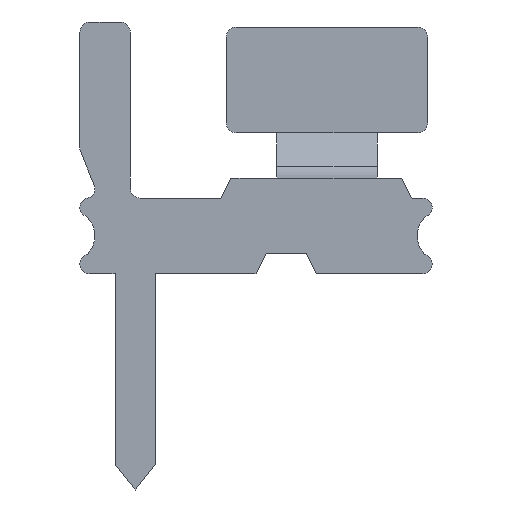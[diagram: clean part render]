
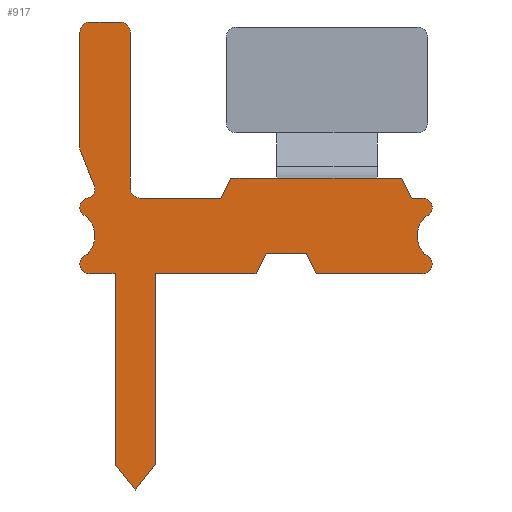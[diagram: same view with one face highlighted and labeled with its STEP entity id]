
A CAD part, front view. The second image highlights one B-rep face of the part: STEP entity #917.
In plain terms, the highlighted planar face has unit normal (0, -1, 0).
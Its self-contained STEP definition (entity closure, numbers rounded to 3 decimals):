
#485 = VERTEX_POINT('',#486);
#486 = CARTESIAN_POINT('',(2.81,-0.175,2.9));
#526 = VERTEX_POINT('',#527);
#527 = CARTESIAN_POINT('',(4.81,-0.175,2.9));
#599 = VERTEX_POINT('',#600);
#600 = CARTESIAN_POINT('',(1.9,-0.175,2.9));
#606 = EDGE_CURVE('',#599,#485,#607,.T.);
#607 = LINE('',#608,#609);
#608 = CARTESIAN_POINT('',(1.9,-0.175,2.9));
#609 = VECTOR('',#610,1.);
#610 = DIRECTION('',(1.,0.,0.));
#624 = EDGE_CURVE('',#485,#526,#625,.T.);
#625 = LINE('',#626,#627);
#626 = CARTESIAN_POINT('',(1.81,-0.175,2.9));
#627 = VECTOR('',#628,1.);
#628 = DIRECTION('',(1.,0.,0.));
#647 = EDGE_CURVE('',#526,#648,#650,.T.);
#648 = VERTEX_POINT('',#649);
#649 = CARTESIAN_POINT('',(5.3,-0.175,2.9));
#650 = LINE('',#651,#652);
#651 = CARTESIAN_POINT('',(1.9,-0.175,2.9));
#652 = VECTOR('',#653,1.);
#653 = DIRECTION('',(1.,0.,0.));
#917 = ADVANCED_FACE('',(#918),#1164,.F.);
#918 = FACE_BOUND('',#919,.F.);
#919 = EDGE_LOOP('',(#920,#931,#939,#948,#956,#965,#973,#979,#980,#981,
    #982,#990,#998,#1007,#1016,#1025,#1033,#1041,#1049,#1057,#1065,#1073
    ,#1081,#1089,#1097,#1105,#1114,#1123,#1132,#1141,#1149,#1158));
#920 = ORIENTED_EDGE('',*,*,#921,.F.);
#921 = EDGE_CURVE('',#922,#924,#926,.T.);
#922 = VERTEX_POINT('',#923);
#923 = CARTESIAN_POINT('',(-0.9,-0.175,6.));
#924 = VERTEX_POINT('',#925);
#925 = CARTESIAN_POINT('',(-1.1,-0.175,5.8));
#926 = CIRCLE('',#927,0.2);
#927 = AXIS2_PLACEMENT_3D('',#928,#929,#930);
#928 = CARTESIAN_POINT('',(-0.9,-0.175,5.8));
#929 = DIRECTION('',(0.,-1.,0.));
#930 = DIRECTION('',(1.,0.,0.));
#931 = ORIENTED_EDGE('',*,*,#932,.T.);
#932 = EDGE_CURVE('',#922,#933,#935,.T.);
#933 = VERTEX_POINT('',#934);
#934 = CARTESIAN_POINT('',(-0.3,-0.175,6.));
#935 = LINE('',#936,#937);
#936 = CARTESIAN_POINT('',(-0.9,-0.175,6.));
#937 = VECTOR('',#938,1.);
#938 = DIRECTION('',(1.,0.,0.));
#939 = ORIENTED_EDGE('',*,*,#940,.F.);
#940 = EDGE_CURVE('',#941,#933,#943,.T.);
#941 = VERTEX_POINT('',#942);
#942 = CARTESIAN_POINT('',(-0.1,-0.175,5.8));
#943 = CIRCLE('',#944,0.2);
#944 = AXIS2_PLACEMENT_3D('',#945,#946,#947);
#945 = CARTESIAN_POINT('',(-0.3,-0.175,5.8));
#946 = DIRECTION('',(0.,-1.,0.));
#947 = DIRECTION('',(1.,0.,0.));
#948 = ORIENTED_EDGE('',*,*,#949,.T.);
#949 = EDGE_CURVE('',#941,#950,#952,.T.);
#950 = VERTEX_POINT('',#951);
#951 = CARTESIAN_POINT('',(-0.1,-0.175,2.7));
#952 = LINE('',#953,#954);
#953 = CARTESIAN_POINT('',(-0.1,-0.175,5.8));
#954 = VECTOR('',#955,1.);
#955 = DIRECTION('',(0.,-0.,-1.));
#956 = ORIENTED_EDGE('',*,*,#957,.T.);
#957 = EDGE_CURVE('',#950,#958,#960,.T.);
#958 = VERTEX_POINT('',#959);
#959 = CARTESIAN_POINT('',(0.1,-0.175,2.5));
#960 = CIRCLE('',#961,0.2);
#961 = AXIS2_PLACEMENT_3D('',#962,#963,#964);
#962 = CARTESIAN_POINT('',(0.1,-0.175,2.7));
#963 = DIRECTION('',(0.,-1.,0.));
#964 = DIRECTION('',(1.,0.,0.));
#965 = ORIENTED_EDGE('',*,*,#966,.T.);
#966 = EDGE_CURVE('',#958,#967,#969,.T.);
#967 = VERTEX_POINT('',#968);
#968 = CARTESIAN_POINT('',(1.7,-0.175,2.5));
#969 = LINE('',#970,#971);
#970 = CARTESIAN_POINT('',(0.1,-0.175,2.5));
#971 = VECTOR('',#972,1.);
#972 = DIRECTION('',(1.,0.,0.));
#973 = ORIENTED_EDGE('',*,*,#974,.T.);
#974 = EDGE_CURVE('',#967,#599,#975,.T.);
#975 = LINE('',#976,#977);
#976 = CARTESIAN_POINT('',(1.7,-0.175,2.5));
#977 = VECTOR('',#978,1.);
#978 = DIRECTION('',(0.447,0.,0.894));
#979 = ORIENTED_EDGE('',*,*,#606,.T.);
#980 = ORIENTED_EDGE('',*,*,#624,.T.);
#981 = ORIENTED_EDGE('',*,*,#647,.T.);
#982 = ORIENTED_EDGE('',*,*,#983,.T.);
#983 = EDGE_CURVE('',#648,#984,#986,.T.);
#984 = VERTEX_POINT('',#985);
#985 = CARTESIAN_POINT('',(5.5,-0.175,2.5));
#986 = LINE('',#987,#988);
#987 = CARTESIAN_POINT('',(5.3,-0.175,2.9));
#988 = VECTOR('',#989,1.);
#989 = DIRECTION('',(0.447,0.,-0.894));
#990 = ORIENTED_EDGE('',*,*,#991,.T.);
#991 = EDGE_CURVE('',#984,#992,#994,.T.);
#992 = VERTEX_POINT('',#993);
#993 = CARTESIAN_POINT('',(5.716,-0.175,2.5));
#994 = LINE('',#995,#996);
#995 = CARTESIAN_POINT('',(5.5,-0.175,2.5));
#996 = VECTOR('',#997,1.);
#997 = DIRECTION('',(1.,0.,0.));
#998 = ORIENTED_EDGE('',*,*,#999,.F.);
#999 = EDGE_CURVE('',#1000,#992,#1002,.T.);
#1000 = VERTEX_POINT('',#1001);
#1001 = CARTESIAN_POINT('',(5.819,-0.175,2.164));
#1002 = CIRCLE('',#1003,0.184);
#1003 = AXIS2_PLACEMENT_3D('',#1004,#1005,#1006);
#1004 = CARTESIAN_POINT('',(5.716,-0.175,2.316));
#1005 = DIRECTION('',(0.,-1.,0.));
#1006 = DIRECTION('',(1.,0.,0.));
#1007 = ORIENTED_EDGE('',*,*,#1008,.T.);
#1008 = EDGE_CURVE('',#1000,#1009,#1011,.T.);
#1009 = VERTEX_POINT('',#1010);
#1010 = CARTESIAN_POINT('',(5.819,-0.175,1.336));
#1011 = CIRCLE('',#1012,0.5);
#1012 = AXIS2_PLACEMENT_3D('',#1013,#1014,#1015);
#1013 = CARTESIAN_POINT('',(6.1,-0.175,1.75));
#1014 = DIRECTION('',(0.,-1.,0.));
#1015 = DIRECTION('',(1.,0.,0.));
#1016 = ORIENTED_EDGE('',*,*,#1017,.F.);
#1017 = EDGE_CURVE('',#1018,#1009,#1020,.T.);
#1018 = VERTEX_POINT('',#1019);
#1019 = CARTESIAN_POINT('',(5.716,-0.175,1.));
#1020 = CIRCLE('',#1021,0.184);
#1021 = AXIS2_PLACEMENT_3D('',#1022,#1023,#1024);
#1022 = CARTESIAN_POINT('',(5.716,-0.175,1.184));
#1023 = DIRECTION('',(0.,-1.,0.));
#1024 = DIRECTION('',(1.,0.,0.));
#1025 = ORIENTED_EDGE('',*,*,#1026,.T.);
#1026 = EDGE_CURVE('',#1018,#1027,#1029,.T.);
#1027 = VERTEX_POINT('',#1028);
#1028 = CARTESIAN_POINT('',(3.6,-0.175,1.));
#1029 = LINE('',#1030,#1031);
#1030 = CARTESIAN_POINT('',(5.716,-0.175,1.));
#1031 = VECTOR('',#1032,1.);
#1032 = DIRECTION('',(-1.,0.,0.));
#1033 = ORIENTED_EDGE('',*,*,#1034,.T.);
#1034 = EDGE_CURVE('',#1027,#1035,#1037,.T.);
#1035 = VERTEX_POINT('',#1036);
#1036 = CARTESIAN_POINT('',(3.4,-0.175,1.4));
#1037 = LINE('',#1038,#1039);
#1038 = CARTESIAN_POINT('',(3.6,-0.175,1.));
#1039 = VECTOR('',#1040,1.);
#1040 = DIRECTION('',(-0.447,0.,0.894));
#1041 = ORIENTED_EDGE('',*,*,#1042,.T.);
#1042 = EDGE_CURVE('',#1035,#1043,#1045,.T.);
#1043 = VERTEX_POINT('',#1044);
#1044 = CARTESIAN_POINT('',(2.6,-0.175,1.4));
#1045 = LINE('',#1046,#1047);
#1046 = CARTESIAN_POINT('',(3.4,-0.175,1.4));
#1047 = VECTOR('',#1048,1.);
#1048 = DIRECTION('',(-1.,0.,0.));
#1049 = ORIENTED_EDGE('',*,*,#1050,.T.);
#1050 = EDGE_CURVE('',#1043,#1051,#1053,.T.);
#1051 = VERTEX_POINT('',#1052);
#1052 = CARTESIAN_POINT('',(2.4,-0.175,1.));
#1053 = LINE('',#1054,#1055);
#1054 = CARTESIAN_POINT('',(2.6,-0.175,1.4));
#1055 = VECTOR('',#1056,1.);
#1056 = DIRECTION('',(-0.447,-0.,-0.894));
#1057 = ORIENTED_EDGE('',*,*,#1058,.T.);
#1058 = EDGE_CURVE('',#1051,#1059,#1061,.T.);
#1059 = VERTEX_POINT('',#1060);
#1060 = CARTESIAN_POINT('',(0.4,-0.175,1.));
#1061 = LINE('',#1062,#1063);
#1062 = CARTESIAN_POINT('',(2.4,-0.175,1.));
#1063 = VECTOR('',#1064,1.);
#1064 = DIRECTION('',(-1.,0.,0.));
#1065 = ORIENTED_EDGE('',*,*,#1066,.T.);
#1066 = EDGE_CURVE('',#1059,#1067,#1069,.T.);
#1067 = VERTEX_POINT('',#1068);
#1068 = CARTESIAN_POINT('',(0.4,-0.175,-2.8));
#1069 = LINE('',#1070,#1071);
#1070 = CARTESIAN_POINT('',(0.4,-0.175,1.));
#1071 = VECTOR('',#1072,1.);
#1072 = DIRECTION('',(0.,0.,-1.));
#1073 = ORIENTED_EDGE('',*,*,#1074,.T.);
#1074 = EDGE_CURVE('',#1067,#1075,#1077,.T.);
#1075 = VERTEX_POINT('',#1076);
#1076 = CARTESIAN_POINT('',(0.,-0.175,-3.3));
#1077 = LINE('',#1078,#1079);
#1078 = CARTESIAN_POINT('',(0.4,-0.175,-2.8));
#1079 = VECTOR('',#1080,1.);
#1080 = DIRECTION('',(-0.625,-0.,-0.781));
#1081 = ORIENTED_EDGE('',*,*,#1082,.T.);
#1082 = EDGE_CURVE('',#1075,#1083,#1085,.T.);
#1083 = VERTEX_POINT('',#1084);
#1084 = CARTESIAN_POINT('',(-0.4,-0.175,-2.8));
#1085 = LINE('',#1086,#1087);
#1086 = CARTESIAN_POINT('',(0.,-0.175,-3.3));
#1087 = VECTOR('',#1088,1.);
#1088 = DIRECTION('',(-0.625,0.,0.781));
#1089 = ORIENTED_EDGE('',*,*,#1090,.T.);
#1090 = EDGE_CURVE('',#1083,#1091,#1093,.T.);
#1091 = VERTEX_POINT('',#1092);
#1092 = CARTESIAN_POINT('',(-0.4,-0.175,1.));
#1093 = LINE('',#1094,#1095);
#1094 = CARTESIAN_POINT('',(-0.4,-0.175,-2.8));
#1095 = VECTOR('',#1096,1.);
#1096 = DIRECTION('',(0.,0.,1.));
#1097 = ORIENTED_EDGE('',*,*,#1098,.T.);
#1098 = EDGE_CURVE('',#1091,#1099,#1101,.T.);
#1099 = VERTEX_POINT('',#1100);
#1100 = CARTESIAN_POINT('',(-0.916,-0.175,1.));
#1101 = LINE('',#1102,#1103);
#1102 = CARTESIAN_POINT('',(-0.4,-0.175,1.));
#1103 = VECTOR('',#1104,1.);
#1104 = DIRECTION('',(-1.,0.,0.));
#1105 = ORIENTED_EDGE('',*,*,#1106,.F.);
#1106 = EDGE_CURVE('',#1107,#1099,#1109,.T.);
#1107 = VERTEX_POINT('',#1108);
#1108 = CARTESIAN_POINT('',(-1.019,-0.175,1.336));
#1109 = CIRCLE('',#1110,0.184);
#1110 = AXIS2_PLACEMENT_3D('',#1111,#1112,#1113);
#1111 = CARTESIAN_POINT('',(-0.916,-0.175,1.184));
#1112 = DIRECTION('',(0.,-1.,0.));
#1113 = DIRECTION('',(1.,0.,0.));
#1114 = ORIENTED_EDGE('',*,*,#1115,.T.);
#1115 = EDGE_CURVE('',#1107,#1116,#1118,.T.);
#1116 = VERTEX_POINT('',#1117);
#1117 = CARTESIAN_POINT('',(-1.019,-0.175,2.163));
#1118 = CIRCLE('',#1119,0.5);
#1119 = AXIS2_PLACEMENT_3D('',#1120,#1121,#1122);
#1120 = CARTESIAN_POINT('',(-1.3,-0.175,1.75));
#1121 = DIRECTION('',(0.,-1.,0.));
#1122 = DIRECTION('',(1.,0.,0.));
#1123 = ORIENTED_EDGE('',*,*,#1124,.F.);
#1124 = EDGE_CURVE('',#1125,#1116,#1127,.T.);
#1125 = VERTEX_POINT('',#1126);
#1126 = CARTESIAN_POINT('',(-0.95,-0.175,2.5));
#1127 = CIRCLE('',#1128,0.186);
#1128 = AXIS2_PLACEMENT_3D('',#1129,#1130,#1131);
#1129 = CARTESIAN_POINT('',(-0.914,-0.175,2.317));
#1130 = DIRECTION('',(0.,-1.,0.));
#1131 = DIRECTION('',(1.,0.,0.));
#1132 = ORIENTED_EDGE('',*,*,#1133,.T.);
#1133 = EDGE_CURVE('',#1125,#1134,#1136,.T.);
#1134 = VERTEX_POINT('',#1135);
#1135 = CARTESIAN_POINT('',(-0.814,-0.175,2.753));
#1136 = CIRCLE('',#1137,0.186);
#1137 = AXIS2_PLACEMENT_3D('',#1138,#1139,#1140);
#1138 = CARTESIAN_POINT('',(-0.986,-0.175,2.683));
#1139 = DIRECTION('',(0.,-1.,0.));
#1140 = DIRECTION('',(1.,0.,0.));
#1141 = ORIENTED_EDGE('',*,*,#1142,.F.);
#1142 = EDGE_CURVE('',#1143,#1134,#1145,.T.);
#1143 = VERTEX_POINT('',#1144);
#1144 = CARTESIAN_POINT('',(-1.085,-0.175,3.425));
#1145 = LINE('',#1146,#1147);
#1146 = CARTESIAN_POINT('',(-1.085,-0.175,3.425));
#1147 = VECTOR('',#1148,1.);
#1148 = DIRECTION('',(0.375,0.,-0.927));
#1149 = ORIENTED_EDGE('',*,*,#1150,.F.);
#1150 = EDGE_CURVE('',#1151,#1143,#1153,.T.);
#1151 = VERTEX_POINT('',#1152);
#1152 = CARTESIAN_POINT('',(-1.1,-0.175,3.5));
#1153 = CIRCLE('',#1154,0.2);
#1154 = AXIS2_PLACEMENT_3D('',#1155,#1156,#1157);
#1155 = CARTESIAN_POINT('',(-0.9,-0.175,3.5));
#1156 = DIRECTION('',(0.,-1.,0.));
#1157 = DIRECTION('',(1.,0.,0.));
#1158 = ORIENTED_EDGE('',*,*,#1159,.F.);
#1159 = EDGE_CURVE('',#924,#1151,#1160,.T.);
#1160 = LINE('',#1161,#1162);
#1161 = CARTESIAN_POINT('',(-1.1,-0.175,5.8));
#1162 = VECTOR('',#1163,1.);
#1163 = DIRECTION('',(0.,0.,-1.));
#1164 = PLANE('',#1165);
#1165 = AXIS2_PLACEMENT_3D('',#1166,#1167,#1168);
#1166 = CARTESIAN_POINT('',(1.205,-0.175,1.652));
#1167 = DIRECTION('',(0.,1.,0.));
#1168 = DIRECTION('',(0.,0.,1.));
